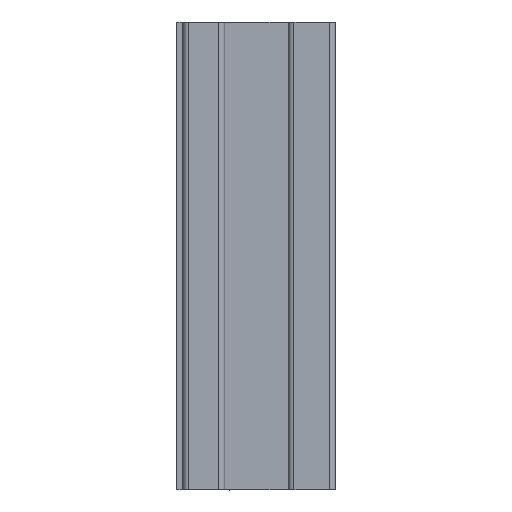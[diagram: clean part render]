
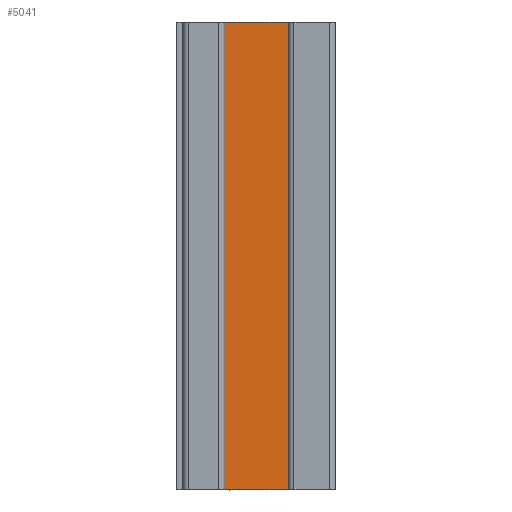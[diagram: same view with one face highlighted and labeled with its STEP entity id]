
A CAD part, left-side view. The second image highlights one B-rep face of the part: STEP entity #5041.
In plain terms, the highlighted planar face has unit normal (-1, 0, 0).
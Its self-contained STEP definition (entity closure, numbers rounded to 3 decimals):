
#1493 = EDGE_CURVE ( 'NONE', #6827, #6912, #6993, .T. ) ;
#1528 = EDGE_CURVE ( 'NONE', #6586, #6825, #7335, .T. ) ;
#1584 = EDGE_CURVE ( 'NONE', #6586, #6827, #7247, .T. ) ;
#1585 = EDGE_CURVE ( 'NONE', #6825, #6912, #7244, .T. ) ;
#5041 = ADVANCED_FACE ( 'NONE', ( #7586 ), #15640, .F. ) ;
#6586 = VERTEX_POINT ( 'NONE', #15339 ) ;
#6825 = VERTEX_POINT ( 'NONE', #15100 ) ;
#6827 = VERTEX_POINT ( 'NONE', #15098 ) ;
#6912 = VERTEX_POINT ( 'NONE', #15013 ) ;
#6992 = VECTOR ( 'NONE', #10888, 1000. ) ;
#6993 = LINE ( 'NONE', #10889, #6992 ) ;
#7241 = VECTOR ( 'NONE', #15871, 1000. ) ;
#7244 = LINE ( 'NONE', #15872, #7241 ) ;
#7245 = VECTOR ( 'NONE', #15873, 1000. ) ;
#7247 = LINE ( 'NONE', #15874, #7245 ) ;
#7334 = VECTOR ( 'NONE', #10726, 1000. ) ;
#7335 = LINE ( 'NONE', #10727, #7334 ) ;
#7586 = FACE_OUTER_BOUND ( 'NONE', #7904, .T. ) ;
#7904 = EDGE_LOOP ( 'NONE', ( #17505, #17504, #17503, #17502 ) ) ;
#8072 = AXIS2_PLACEMENT_3D ( 'NONE', #15639, #15638, #15637 ) ;
#10726 = DIRECTION ( 'NONE',  ( 0., -1., 0. ) ) ;
#10727 = CARTESIAN_POINT ( 'NONE',  ( -28.5, 5.45, 78. ) ) ;
#10888 = DIRECTION ( 'NONE',  ( 0., -1., 0. ) ) ;
#10889 = CARTESIAN_POINT ( 'NONE',  ( -28.5, 5.45, 0. ) ) ;
#15013 = CARTESIAN_POINT ( 'NONE',  ( -28.5, -5.55, 0. ) ) ;
#15098 = CARTESIAN_POINT ( 'NONE',  ( -28.5, 5.45, 0. ) ) ;
#15100 = CARTESIAN_POINT ( 'NONE',  ( -28.5, -5.55, 78. ) ) ;
#15339 = CARTESIAN_POINT ( 'NONE',  ( -28.5, 5.45, 78. ) ) ;
#15637 = DIRECTION ( 'NONE',  ( 0., 0., -1. ) ) ;
#15638 = DIRECTION ( 'NONE',  ( 1., 0., 0. ) ) ;
#15639 = CARTESIAN_POINT ( 'NONE',  ( -28.5, 5.45, 78. ) ) ;
#15640 = PLANE ( 'NONE',  #8072 ) ;
#15871 = DIRECTION ( 'NONE',  ( 0., 0., -1. ) ) ;
#15872 = CARTESIAN_POINT ( 'NONE',  ( -28.5, -5.55, 78. ) ) ;
#15873 = DIRECTION ( 'NONE',  ( 0., 0., -1. ) ) ;
#15874 = CARTESIAN_POINT ( 'NONE',  ( -28.5, 5.45, 78. ) ) ;
#17502 = ORIENTED_EDGE ( 'NONE', *, *, #1584, .T. ) ;
#17503 = ORIENTED_EDGE ( 'NONE', *, *, #1528, .F. ) ;
#17504 = ORIENTED_EDGE ( 'NONE', *, *, #1585, .F. ) ;
#17505 = ORIENTED_EDGE ( 'NONE', *, *, #1493, .T. ) ;
